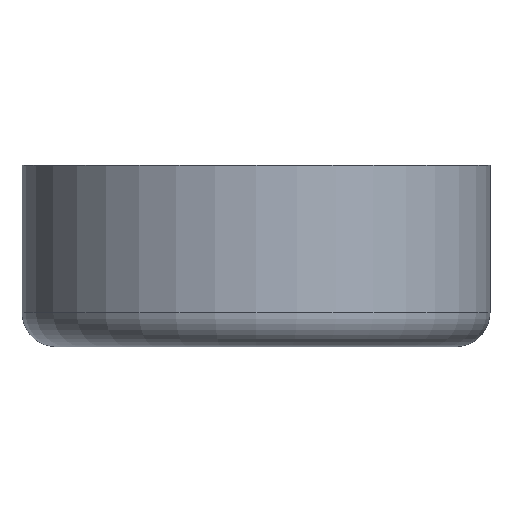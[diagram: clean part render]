
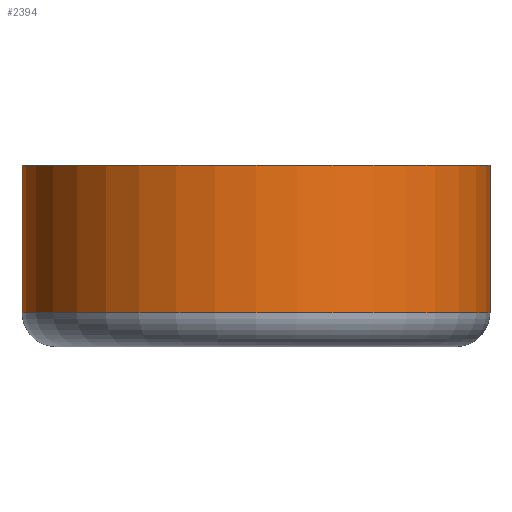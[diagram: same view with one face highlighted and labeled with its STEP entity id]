
A CAD part, front view. The second image highlights one B-rep face of the part: STEP entity #2394.
In plain terms, the highlighted cylindrical face has radius 10.32 mm (diameter 20.64 mm), a full revolution.
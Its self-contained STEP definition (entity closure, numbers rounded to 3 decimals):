
#2312 = PLANE('',#2313);
#2313 = AXIS2_PLACEMENT_3D('',#2314,#2315,#2316);
#2314 = CARTESIAN_POINT('',(0.,0.,8.));
#2315 = DIRECTION('',(0.,0.,1.));
#2316 = DIRECTION('',(1.,0.,-0.));
#2363 = EDGE_CURVE('',#2364,#2364,#2366,.T.);
#2364 = VERTEX_POINT('',#2365);
#2365 = CARTESIAN_POINT('',(10.32,0.,8.));
#2366 = SURFACE_CURVE('',#2367,(#2372,#2379),.PCURVE_S1.);
#2367 = CIRCLE('',#2368,10.32);
#2368 = AXIS2_PLACEMENT_3D('',#2369,#2370,#2371);
#2369 = CARTESIAN_POINT('',(0.,0.,8.));
#2370 = DIRECTION('',(0.,0.,1.));
#2371 = DIRECTION('',(1.,0.,0.));
#2372 = PCURVE('',#2312,#2373);
#2373 = DEFINITIONAL_REPRESENTATION('',(#2374),#2378);
#2374 = CIRCLE('',#2375,10.32);
#2375 = AXIS2_PLACEMENT_2D('',#2376,#2377);
#2376 = CARTESIAN_POINT('',(0.,0.));
#2377 = DIRECTION('',(1.,0.));
#2378 = ( GEOMETRIC_REPRESENTATION_CONTEXT(2) 
PARAMETRIC_REPRESENTATION_CONTEXT() REPRESENTATION_CONTEXT('2D SPACE',''
  ) );
#2379 = PCURVE('',#2380,#2385);
#2380 = CYLINDRICAL_SURFACE('',#2381,10.32);
#2381 = AXIS2_PLACEMENT_3D('',#2382,#2383,#2384);
#2382 = CARTESIAN_POINT('',(0.,0.,0.));
#2383 = DIRECTION('',(-0.,-0.,-1.));
#2384 = DIRECTION('',(1.,0.,0.));
#2385 = DEFINITIONAL_REPRESENTATION('',(#2386),#2390);
#2386 = LINE('',#2387,#2388);
#2387 = CARTESIAN_POINT('',(-0.,-8.));
#2388 = VECTOR('',#2389,1.);
#2389 = DIRECTION('',(-1.,0.));
#2390 = ( GEOMETRIC_REPRESENTATION_CONTEXT(2) 
PARAMETRIC_REPRESENTATION_CONTEXT() REPRESENTATION_CONTEXT('2D SPACE',''
  ) );
#2394 = ADVANCED_FACE('',(#2395),#2380,.T.);
#2395 = FACE_BOUND('',#2396,.F.);
#2396 = EDGE_LOOP('',(#2397,#2426,#2447,#2448));
#2397 = ORIENTED_EDGE('',*,*,#2398,.F.);
#2398 = EDGE_CURVE('',#2399,#2399,#2401,.T.);
#2399 = VERTEX_POINT('',#2400);
#2400 = CARTESIAN_POINT('',(10.32,0.,1.5));
#2401 = SURFACE_CURVE('',#2402,(#2407,#2414),.PCURVE_S1.);
#2402 = CIRCLE('',#2403,10.32);
#2403 = AXIS2_PLACEMENT_3D('',#2404,#2405,#2406);
#2404 = CARTESIAN_POINT('',(0.,0.,1.5));
#2405 = DIRECTION('',(0.,0.,1.));
#2406 = DIRECTION('',(1.,0.,-0.));
#2407 = PCURVE('',#2380,#2408);
#2408 = DEFINITIONAL_REPRESENTATION('',(#2409),#2413);
#2409 = LINE('',#2410,#2411);
#2410 = CARTESIAN_POINT('',(-0.,-1.5));
#2411 = VECTOR('',#2412,1.);
#2412 = DIRECTION('',(-1.,0.));
#2413 = ( GEOMETRIC_REPRESENTATION_CONTEXT(2) 
PARAMETRIC_REPRESENTATION_CONTEXT() REPRESENTATION_CONTEXT('2D SPACE',''
  ) );
#2414 = PCURVE('',#2415,#2420);
#2415 = TOROIDAL_SURFACE('',#2416,8.82,1.5);
#2416 = AXIS2_PLACEMENT_3D('',#2417,#2418,#2419);
#2417 = CARTESIAN_POINT('',(0.,0.,1.5));
#2418 = DIRECTION('',(-0.,-0.,-1.));
#2419 = DIRECTION('',(1.,0.,-0.));
#2420 = DEFINITIONAL_REPRESENTATION('',(#2421),#2425);
#2421 = LINE('',#2422,#2423);
#2422 = CARTESIAN_POINT('',(-0.,0.));
#2423 = VECTOR('',#2424,1.);
#2424 = DIRECTION('',(-1.,0.));
#2425 = ( GEOMETRIC_REPRESENTATION_CONTEXT(2) 
PARAMETRIC_REPRESENTATION_CONTEXT() REPRESENTATION_CONTEXT('2D SPACE',''
  ) );
#2426 = ORIENTED_EDGE('',*,*,#2427,.F.);
#2427 = EDGE_CURVE('',#2364,#2399,#2428,.T.);
#2428 = SEAM_CURVE('',#2429,(#2433,#2440),.PCURVE_S1.);
#2429 = LINE('',#2430,#2431);
#2430 = CARTESIAN_POINT('',(10.32,0.,0.));
#2431 = VECTOR('',#2432,1.);
#2432 = DIRECTION('',(-0.,-0.,-1.));
#2433 = PCURVE('',#2380,#2434);
#2434 = DEFINITIONAL_REPRESENTATION('',(#2435),#2439);
#2435 = LINE('',#2436,#2437);
#2436 = CARTESIAN_POINT('',(-0.,0.));
#2437 = VECTOR('',#2438,1.);
#2438 = DIRECTION('',(-0.,1.));
#2439 = ( GEOMETRIC_REPRESENTATION_CONTEXT(2) 
PARAMETRIC_REPRESENTATION_CONTEXT() REPRESENTATION_CONTEXT('2D SPACE',''
  ) );
#2440 = PCURVE('',#2380,#2441);
#2441 = DEFINITIONAL_REPRESENTATION('',(#2442),#2446);
#2442 = LINE('',#2443,#2444);
#2443 = CARTESIAN_POINT('',(-6.283,0.));
#2444 = VECTOR('',#2445,1.);
#2445 = DIRECTION('',(-0.,1.));
#2446 = ( GEOMETRIC_REPRESENTATION_CONTEXT(2) 
PARAMETRIC_REPRESENTATION_CONTEXT() REPRESENTATION_CONTEXT('2D SPACE',''
  ) );
#2447 = ORIENTED_EDGE('',*,*,#2363,.T.);
#2448 = ORIENTED_EDGE('',*,*,#2427,.T.);
